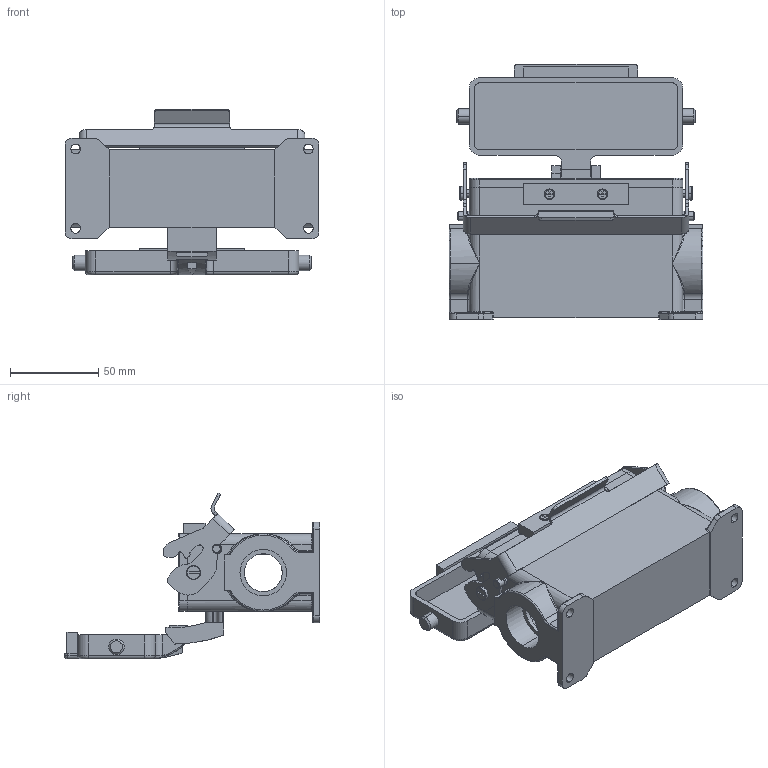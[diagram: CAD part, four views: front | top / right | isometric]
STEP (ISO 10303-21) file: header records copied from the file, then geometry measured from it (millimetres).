
FILE_DESCRIPTION (( 'STEP AP214' ), '1' );
FILE_NAME ('ZP-MC24B-2-SM21CAL.step', '2015-08-12T18:17:02', ( '' ), ( '' ), 'SwSTEP 2.0', 'SolidWorks 2014', '' );
FILE_SCHEMA (( 'AUTOMOTIVE_DESIGN' ));
Length unit declared in the file: millimetre
Products named in the file (1): ZP-MC24B-2-SM21CAL
Bounding box: 144 x 144.75 x 94.1 mm (x, y, z)
Volume: 203207 mm3; surface area: 108560.7 mm2
Topology: 11 solids, 11 shells, 580 faces, 1474 edges, 915 vertices
Faces by surface type: plane 242, cylinder 190, bspline 60, torus 51, cone 34, sphere 3
Entity records: 19837 total; most frequent: CARTESIAN_POINT 5155, ORIENTED_EDGE 2906, DIRECTION 2730, EDGE_CURVE 1453, AXIS2_PLACEMENT_3D 988, VERTEX_POINT 915, VECTOR 754, LINE 754
